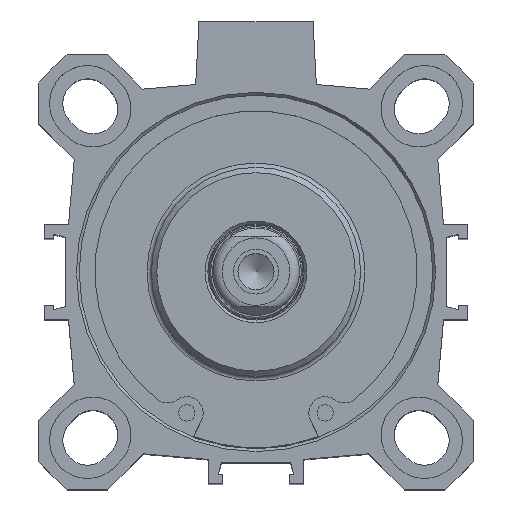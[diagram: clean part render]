
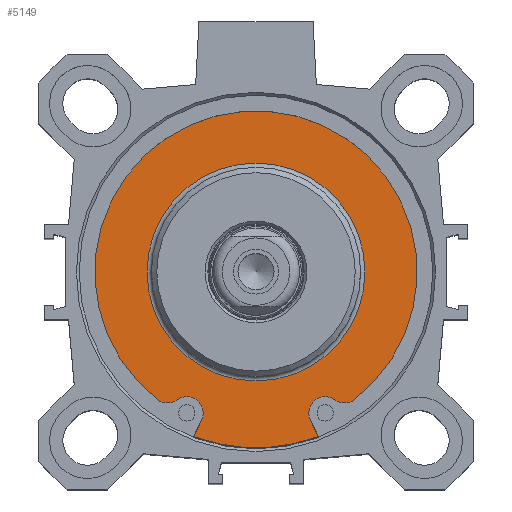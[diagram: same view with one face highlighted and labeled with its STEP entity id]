
A CAD part, top view. The second image highlights one B-rep face of the part: STEP entity #5149.
In plain terms, the highlighted planar face has unit normal (0, 0, 1).
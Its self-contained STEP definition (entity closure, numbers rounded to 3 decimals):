
#5061=CARTESIAN_POINT('',(-26.2,0.,86.35));
#5062=DIRECTION('',(0.0,0.0,1.0));
#5063=DIRECTION('',(1.0,0.0,0.0));
#5064=AXIS2_PLACEMENT_3D('',#5061,#5062,#5063);
#5065=PLANE('',#5064);
#5066=CARTESIAN_POINT('',(-10.014,-27.199,86.35));
#5067=VERTEX_POINT('',#5066);
#5068=CARTESIAN_POINT('',(-11.437,-30.261,86.35));
#5069=VERTEX_POINT('',#5068);
#5070=CARTESIAN_POINT('',(-10.014,-27.199,86.35));
#5071=DIRECTION('',(-0.422,-0.907,0.0));
#5072=VECTOR('',#5071,3.376);
#5073=LINE('',#5070,#5072);
#5074=EDGE_CURVE('',#5067,#5069,#5073,.T.);
#5075=ORIENTED_EDGE('',*,*,#5074,.T.);
#5076=CARTESIAN_POINT('',(11.437,-30.261,86.35));
#5077=VERTEX_POINT('',#5076);
#5078=CARTESIAN_POINT('',(0.,0.,86.35));
#5079=DIRECTION('',(0.0,0.0,-1.0));
#5080=DIRECTION('',(-1.0,0.0,0.0));
#5081=AXIS2_PLACEMENT_3D('',#5078,#5079,#5080);
#5082=CIRCLE('',#5081,32.35);
#5083=EDGE_CURVE('',#5077,#5069,#5082,.T.);
#5084=ORIENTED_EDGE('',*,*,#5083,.F.);
#5085=CARTESIAN_POINT('',(10.014,-27.199,86.35));
#5086=VERTEX_POINT('',#5085);
#5087=CARTESIAN_POINT('',(11.437,-30.261,86.35));
#5088=DIRECTION('',(-0.422,0.907,0.0));
#5089=VECTOR('',#5088,3.376);
#5090=LINE('',#5087,#5089);
#5091=EDGE_CURVE('',#5077,#5086,#5090,.T.);
#5092=ORIENTED_EDGE('',*,*,#5091,.T.);
#5093=CARTESIAN_POINT('',(14.509,-23.515,86.35));
#5094=VERTEX_POINT('',#5093);
#5095=CARTESIAN_POINT('',(12.734,-25.934,86.35));
#5096=DIRECTION('',(0.0,0.0,-1.0));
#5097=DIRECTION('',(0.592,0.806,0.0));
#5098=AXIS2_PLACEMENT_3D('',#5095,#5096,#5097);
#5099=CIRCLE('',#5098,3.0);
#5100=EDGE_CURVE('',#5086,#5094,#5099,.T.);
#5101=ORIENTED_EDGE('',*,*,#5100,.T.);
#5102=CARTESIAN_POINT('',(18.117,-23.472,86.35));
#5103=VERTEX_POINT('',#5102);
#5104=CARTESIAN_POINT('',(16.284,-21.097,86.35));
#5105=DIRECTION('',(0.0,0.0,1.0));
#5106=DIRECTION('',(0.592,0.806,0.0));
#5107=AXIS2_PLACEMENT_3D('',#5104,#5105,#5106);
#5108=CIRCLE('',#5107,3.0);
#5109=EDGE_CURVE('',#5094,#5103,#5108,.T.);
#5110=ORIENTED_EDGE('',*,*,#5109,.T.);
#5111=CARTESIAN_POINT('',(-18.117,-23.472,86.35));
#5112=VERTEX_POINT('',#5111);
#5113=CARTESIAN_POINT('',(0.,0.,86.35));
#5114=DIRECTION('',(0.0,0.0,1.0));
#5115=DIRECTION('',(-0.611,0.792,0.0));
#5116=AXIS2_PLACEMENT_3D('',#5113,#5114,#5115);
#5117=CIRCLE('',#5116,29.65);
#5118=EDGE_CURVE('',#5103,#5112,#5117,.T.);
#5119=ORIENTED_EDGE('',*,*,#5118,.T.);
#5120=CARTESIAN_POINT('',(-14.509,-23.515,86.35));
#5121=VERTEX_POINT('',#5120);
#5122=CARTESIAN_POINT('',(-16.284,-21.097,86.35));
#5123=DIRECTION('',(0.0,0.0,1.0));
#5124=DIRECTION('',(0.611,0.792,0.0));
#5125=AXIS2_PLACEMENT_3D('',#5122,#5123,#5124);
#5126=CIRCLE('',#5125,3.0);
#5127=EDGE_CURVE('',#5112,#5121,#5126,.T.);
#5128=ORIENTED_EDGE('',*,*,#5127,.T.);
#5129=CARTESIAN_POINT('',(-12.734,-25.934,86.35));
#5130=DIRECTION('',(0.0,0.0,-1.0));
#5131=DIRECTION('',(0.907,-0.422,0.0));
#5132=AXIS2_PLACEMENT_3D('',#5129,#5130,#5131);
#5133=CIRCLE('',#5132,3.0);
#5134=EDGE_CURVE('',#5121,#5067,#5133,.T.);
#5135=ORIENTED_EDGE('',*,*,#5134,.T.);
#5136=EDGE_LOOP('',(#5075,#5084,#5092,#5101,#5110,#5119,#5128,#5135));
#5137=FACE_OUTER_BOUND('',#5136,.T.);
#5138=CARTESIAN_POINT('',(-20.05,0.,86.35));
#5139=VERTEX_POINT('',#5138);
#5140=CARTESIAN_POINT('',(0.,0.,86.35));
#5141=DIRECTION('',(0.0,0.0,-1.0));
#5142=DIRECTION('',(-1.0,0.0,0.0));
#5143=AXIS2_PLACEMENT_3D('',#5140,#5141,#5142);
#5144=CIRCLE('',#5143,20.05);
#5145=EDGE_CURVE('',#5139,#5139,#5144,.T.);
#5146=ORIENTED_EDGE('',*,*,#5145,.T.);
#5147=EDGE_LOOP('',(#5146));
#5148=FACE_BOUND('',#5147,.T.);
#5149=ADVANCED_FACE('',(#5137,#5148),#5065,.T.);
